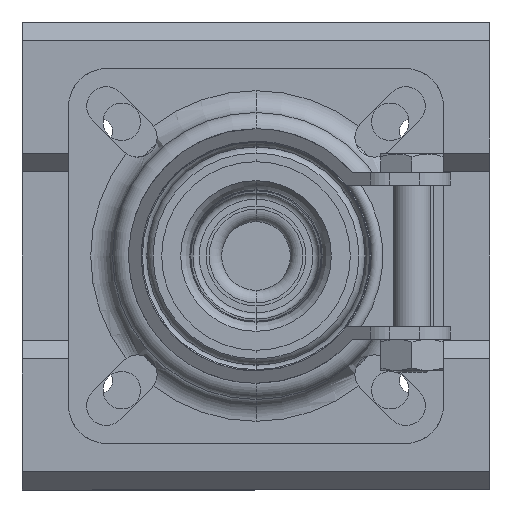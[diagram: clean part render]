
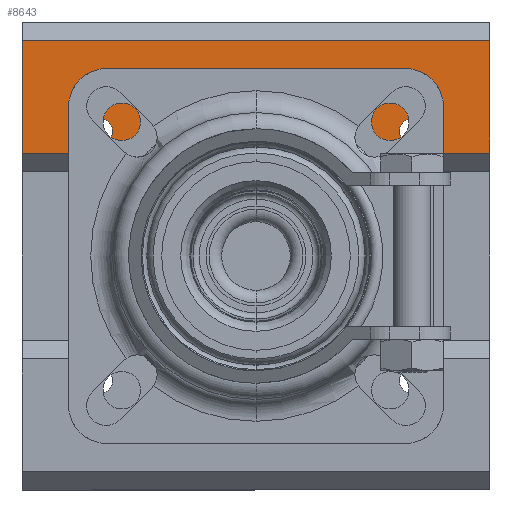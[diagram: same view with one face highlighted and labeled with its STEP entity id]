
A CAD part, front view. The second image highlights one B-rep face of the part: STEP entity #8643.
In plain terms, the highlighted face is planar.
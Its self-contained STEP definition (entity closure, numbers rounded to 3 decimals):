
#6 = EDGE_CURVE ( 'NONE', #375, #553, #4243, .T. ) ;
#152 = CARTESIAN_POINT ( 'NONE',  ( 16.5, -37.5, -27.5 ) ) ;
#322 = CARTESIAN_POINT ( 'NONE',  ( 20., -25., -27.5 ) ) ;
#375 = VERTEX_POINT ( 'NONE', #10110 ) ;
#440 = ORIENTED_EDGE ( 'NONE', *, *, #5433, .F. ) ;
#553 = VERTEX_POINT ( 'NONE', #152 ) ;
#565 = VECTOR ( 'NONE', #7401, 1000. ) ;
#921 = DIRECTION ( 'NONE',  ( 0., 0., -1. ) ) ;
#1196 = FACE_BOUND ( 'NONE', #7695, .T. ) ;
#1289 = DIRECTION ( 'NONE',  ( -1., 0., 0. ) ) ;
#1321 = CIRCLE ( 'NONE', #9556, 2. ) ;
#1626 = CARTESIAN_POINT ( 'NONE',  ( 16.5, 37.5, -27.5 ) ) ;
#1756 = EDGE_CURVE ( 'NONE', #2253, #1795, #1321, .T. ) ;
#1795 = VERTEX_POINT ( 'NONE', #7499 ) ;
#1840 = DIRECTION ( 'NONE',  ( -1., 0., 0. ) ) ;
#1929 = CARTESIAN_POINT ( 'NONE',  ( 18., 25., -27.5 ) ) ;
#2037 = VECTOR ( 'NONE', #2707, 1000. ) ;
#2229 = LINE ( 'NONE', #6155, #5482 ) ;
#2253 = VERTEX_POINT ( 'NONE', #2781 ) ;
#2560 = CARTESIAN_POINT ( 'NONE',  ( 20., 25., -27.5 ) ) ;
#2666 = EDGE_CURVE ( 'NONE', #5385, #6145, #4972, .T. ) ;
#2707 = DIRECTION ( 'NONE',  ( 0., -1., 0. ) ) ;
#2781 = CARTESIAN_POINT ( 'NONE',  ( 22., -25., -27.5 ) ) ;
#2784 = DIRECTION ( 'NONE',  ( -1., 0., 0. ) ) ;
#2838 = FACE_BOUND ( 'NONE', #8948, .T. ) ;
#2978 = AXIS2_PLACEMENT_3D ( 'NONE', #3711, #10097, #1289 ) ;
#2981 = DIRECTION ( 'NONE',  ( 0., 0., 1. ) ) ;
#3031 = EDGE_CURVE ( 'NONE', #6145, #5385, #9584, .T. ) ;
#3289 = VERTEX_POINT ( 'NONE', #1626 ) ;
#3366 = CARTESIAN_POINT ( 'NONE',  ( 16.5, 37.5, -27.5 ) ) ;
#3481 = CARTESIAN_POINT ( 'NONE',  ( 34.5, 37.5, -27.5 ) ) ;
#3711 = CARTESIAN_POINT ( 'NONE',  ( 20., 25., -27.5 ) ) ;
#3720 = PLANE ( 'NONE',  #6838 ) ;
#3745 = CIRCLE ( 'NONE', #5225, 2. ) ;
#3853 = ORIENTED_EDGE ( 'NONE', *, *, #1756, .F. ) ;
#4243 = LINE ( 'NONE', #8061, #565 ) ;
#4258 = LINE ( 'NONE', #3481, #2037 ) ;
#4446 = EDGE_CURVE ( 'NONE', #7387, #375, #4258, .T. ) ;
#4562 = ORIENTED_EDGE ( 'NONE', *, *, #2666, .F. ) ;
#4612 = EDGE_CURVE ( 'NONE', #3289, #553, #2229, .T. ) ;
#4972 = CIRCLE ( 'NONE', #2978, 2. ) ;
#5012 = LINE ( 'NONE', #3366, #8312 ) ;
#5225 = AXIS2_PLACEMENT_3D ( 'NONE', #6539, #921, #6489 ) ;
#5353 = CARTESIAN_POINT ( 'NONE',  ( 22., 25., -27.5 ) ) ;
#5385 = VERTEX_POINT ( 'NONE', #5353 ) ;
#5433 = EDGE_CURVE ( 'NONE', #1795, #2253, #3745, .T. ) ;
#5482 = VECTOR ( 'NONE', #9302, 1000. ) ;
#5711 = DIRECTION ( 'NONE',  ( 0., 0., -1. ) ) ;
#5936 = ORIENTED_EDGE ( 'NONE', *, *, #6, .T. ) ;
#6145 = VERTEX_POINT ( 'NONE', #1929 ) ;
#6155 = CARTESIAN_POINT ( 'NONE',  ( 16.5, 37.5, -27.5 ) ) ;
#6451 = CARTESIAN_POINT ( 'NONE',  ( 34.5, 37.5, -27.5 ) ) ;
#6489 = DIRECTION ( 'NONE',  ( -1., 0., 0. ) ) ;
#6539 = CARTESIAN_POINT ( 'NONE',  ( 20., -25., -27.5 ) ) ;
#6571 = ORIENTED_EDGE ( 'NONE', *, *, #4612, .F. ) ;
#6735 = ORIENTED_EDGE ( 'NONE', *, *, #4446, .T. ) ;
#6838 = AXIS2_PLACEMENT_3D ( 'NONE', #7596, #2981, #6869 ) ;
#6869 = DIRECTION ( 'NONE',  ( 1., 0., 0. ) ) ;
#7387 = VERTEX_POINT ( 'NONE', #6451 ) ;
#7401 = DIRECTION ( 'NONE',  ( -1., 0., 0. ) ) ;
#7499 = CARTESIAN_POINT ( 'NONE',  ( 18., -25., -27.5 ) ) ;
#7596 = CARTESIAN_POINT ( 'NONE',  ( 16.5, 37.5, -27.5 ) ) ;
#7695 = EDGE_LOOP ( 'NONE', ( #8227, #4562 ) ) ;
#8059 = DIRECTION ( 'NONE',  ( -1., 0., 0. ) ) ;
#8061 = CARTESIAN_POINT ( 'NONE',  ( 16.5, -37.5, -27.5 ) ) ;
#8112 = DIRECTION ( 'NONE',  ( 0., 0., -1. ) ) ;
#8227 = ORIENTED_EDGE ( 'NONE', *, *, #3031, .F. ) ;
#8312 = VECTOR ( 'NONE', #8059, 1000. ) ;
#8403 = EDGE_CURVE ( 'NONE', #7387, #3289, #5012, .T. ) ;
#8466 = FACE_OUTER_BOUND ( 'NONE', #8805, .T. ) ;
#8643 = ADVANCED_FACE ( 'NONE', ( #2838, #1196, #8466 ), #3720, .F. ) ;
#8805 = EDGE_LOOP ( 'NONE', ( #9932, #6735, #5936, #6571 ) ) ;
#8948 = EDGE_LOOP ( 'NONE', ( #440, #3853 ) ) ;
#9302 = DIRECTION ( 'NONE',  ( 0., -1., 0. ) ) ;
#9556 = AXIS2_PLACEMENT_3D ( 'NONE', #322, #8112, #2784 ) ;
#9584 = CIRCLE ( 'NONE', #10078, 2. ) ;
#9932 = ORIENTED_EDGE ( 'NONE', *, *, #8403, .F. ) ;
#10078 = AXIS2_PLACEMENT_3D ( 'NONE', #2560, #5711, #1840 ) ;
#10097 = DIRECTION ( 'NONE',  ( 0., 0., -1. ) ) ;
#10110 = CARTESIAN_POINT ( 'NONE',  ( 34.5, -37.5, -27.5 ) ) ;
